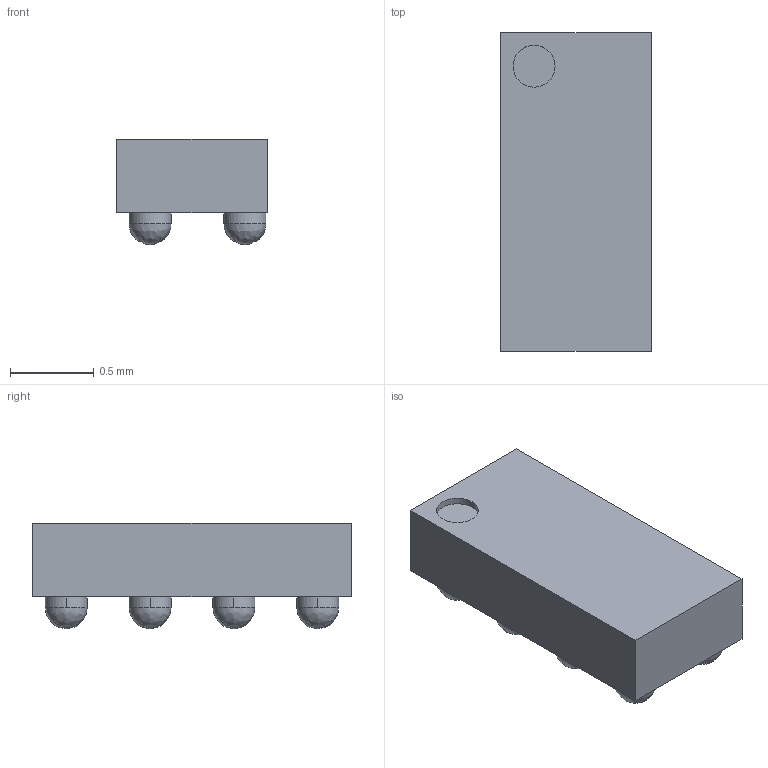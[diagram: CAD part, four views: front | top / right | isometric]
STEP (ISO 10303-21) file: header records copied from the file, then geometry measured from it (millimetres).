
FILE_DESCRIPTION(('FreeCAD Model'),'2;1');
FILE_NAME('User Library-BGA8_YZT.step', '2018-01-27T01:10:26',('kicad StepUp'),('ksu MCAD'), 'Open CASCADE STEP processor 7.1','FreeCAD','Unknown');
FILE_SCHEMA(('AUTOMOTIVE_DESIGN { 1 0 10303 214 1 1 1 1 }'));
Length unit declared in the file: millimetre
Products named in the file (1): User_Library-BGA8_YZT
Bounding box: 0.9 x 1.9 x 0.63 mm (x, y, z)
Volume: 0.8 mm3; surface area: 6.7 mm2
Topology: 1 solids, 1 shells, 33 faces, 82 edges, 44 vertices
Faces by surface type: cylinder 18, bspline 8, plane 7
Entity records: 2473 total; most frequent: CARTESIAN_POINT 888, DIRECTION 252, ORIENTED_EDGE 132, PCURVE 132, DEFINITIONAL_REPRESENTATION 132, LINE 126, VECTOR 126, EDGE_CURVE 66
